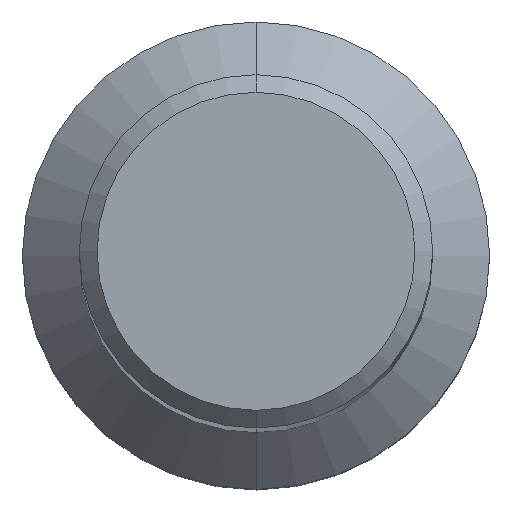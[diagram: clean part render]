
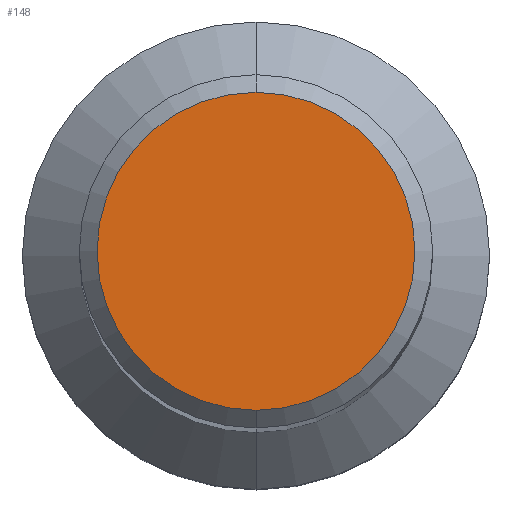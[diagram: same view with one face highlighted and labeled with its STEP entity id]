
A CAD part, top view. The second image highlights one B-rep face of the part: STEP entity #148.
In plain terms, the highlighted planar face has unit normal (0, 0, 1).
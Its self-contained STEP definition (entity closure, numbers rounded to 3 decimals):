
#138=VERTEX_POINT('',#355);
#148=ADVANCED_FACE('',(#365),#366,.T.);
#152=EDGE_CURVE('',#138,#206,#370,.T.);
#206=VERTEX_POINT('',#431);
#266=EDGE_CURVE('',#206,#138,#499,.T.);
#355=CARTESIAN_POINT('',(0.0,5.4,0.0));
#365=FACE_OUTER_BOUND('',#608,.T.);
#366=PLANE('',#609);
#370=CIRCLE('',#616,5.4);
#431=CARTESIAN_POINT('',(0.,-5.4,0.0));
#499=CIRCLE('',#781,5.4);
#608=EDGE_LOOP('',(#886,#887));
#609=AXIS2_PLACEMENT_3D('',#888,#889,#890);
#616=AXIS2_PLACEMENT_3D('',#892,#893,#894);
#781=AXIS2_PLACEMENT_3D('',#1058,#1059,#1060);
#886=ORIENTED_EDGE('',*,*,#152,.F.);
#887=ORIENTED_EDGE('',*,*,#266,.F.);
#888=CARTESIAN_POINT('',(0.0,2.7,0.0));
#889=DIRECTION('',(-0.0,0.0,1.0));
#890=DIRECTION('',(0.0,-1.0,0.0));
#892=CARTESIAN_POINT('',(0.0,0.0,0.0));
#893=DIRECTION('',(0.0,0.0,-1.0));
#894=DIRECTION('',(0.0,1.0,0.0));
#1058=CARTESIAN_POINT('',(0.0,0.0,0.0));
#1059=DIRECTION('',(0.0,0.0,-1.0));
#1060=DIRECTION('',(0.0,1.0,0.0));
